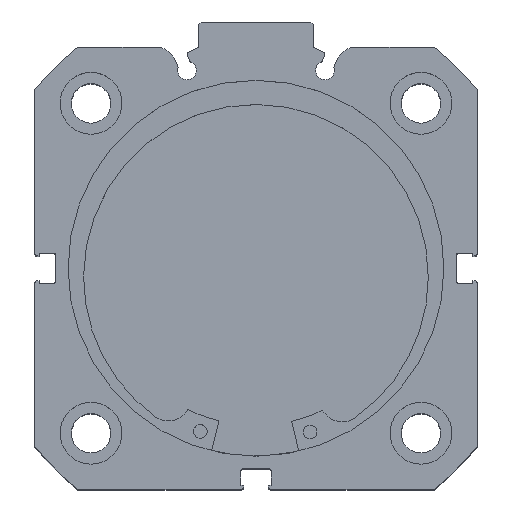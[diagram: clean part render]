
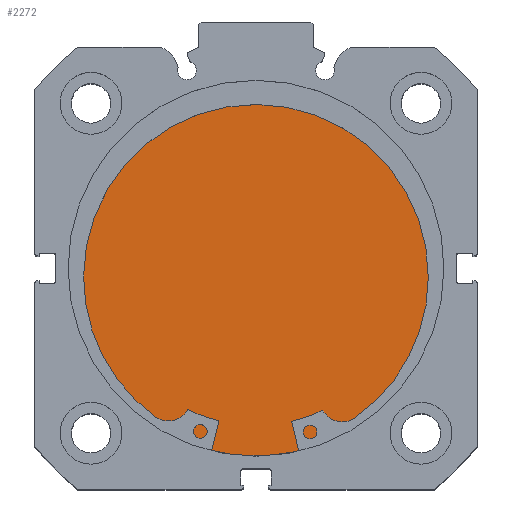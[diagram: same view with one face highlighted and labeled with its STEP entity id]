
A CAD part, top view. The second image highlights one B-rep face of the part: STEP entity #2272.
In plain terms, the highlighted face is planar.
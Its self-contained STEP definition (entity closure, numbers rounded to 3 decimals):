
#741 = CARTESIAN_POINT ( 'NONE',  ( 12., 0., 0. ) ) ;
#742 = DIRECTION ( 'NONE',  ( -1., 0., 0. ) ) ;
#743 = DIRECTION ( 'NONE',  ( 0., 0., 1. ) ) ;
#772 = CARTESIAN_POINT ( 'NONE',  ( 12., 0., 0. ) ) ;
#773 = DIRECTION ( 'NONE',  ( -1., 0., 0. ) ) ;
#774 = DIRECTION ( 'NONE',  ( 0., 0., 1. ) ) ;
#1759 = ORIENTED_EDGE ( 'NONE', *, *, #4778, .F. ) ;
#1848 = EDGE_LOOP ( 'NONE', ( #6383, #1759 ) ) ;
#2272 = ADVANCED_FACE ( 'NONE', ( #3778 ), #6129, .F. ) ;
#2949 = CARTESIAN_POINT ( 'NONE',  ( 12., 0., -41. ) ) ;
#2957 = CARTESIAN_POINT ( 'NONE',  ( 12., 0., 41. ) ) ;
#3778 = FACE_OUTER_BOUND ( 'NONE', #1848, .T. ) ;
#4301 = CIRCLE ( 'NONE', #5417, 41. ) ;
#4317 = CIRCLE ( 'NONE', #5424, 41. ) ;
#4766 = EDGE_CURVE ( 'NONE', #6026, #6018, #4301, .T. ) ;
#4778 = EDGE_CURVE ( 'NONE', #6018, #6026, #4317, .T. ) ;
#5219 = AXIS2_PLACEMENT_3D ( 'NONE', #5629, #5599, #5589 ) ;
#5417 = AXIS2_PLACEMENT_3D ( 'NONE', #741, #742, #743 ) ;
#5424 = AXIS2_PLACEMENT_3D ( 'NONE', #772, #773, #774 ) ;
#5589 = DIRECTION ( 'NONE',  ( 0., 0., 1. ) ) ;
#5599 = DIRECTION ( 'NONE',  ( -1., 0., 0. ) ) ;
#5629 = CARTESIAN_POINT ( 'NONE',  ( 12., 41., 0. ) ) ;
#6018 = VERTEX_POINT ( 'NONE', #2949 ) ;
#6026 = VERTEX_POINT ( 'NONE', #2957 ) ;
#6129 = PLANE ( 'NONE',  #5219 ) ;
#6383 = ORIENTED_EDGE ( 'NONE', *, *, #4766, .F. ) ;
